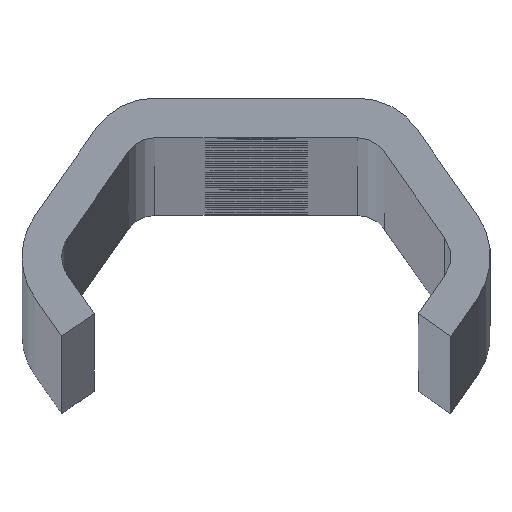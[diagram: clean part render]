
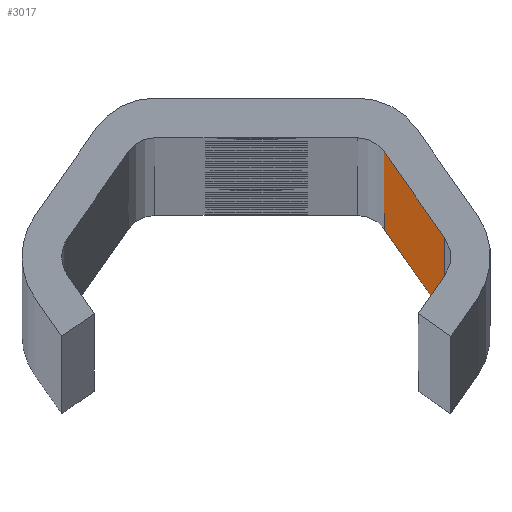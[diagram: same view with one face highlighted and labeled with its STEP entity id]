
A CAD part, top view. The second image highlights one B-rep face of the part: STEP entity #3017.
In plain terms, the highlighted planar face has unit normal (-0.819, -0.574, 0).
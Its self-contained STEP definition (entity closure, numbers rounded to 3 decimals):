
#176 = EDGE_CURVE ( 'NONE', #5354, #2521, #3609, .T. ) ;
#193 = CARTESIAN_POINT ( 'NONE',  ( 11.883, 1.163, -1400. ) ) ;
#272 = DIRECTION ( 'NONE',  ( 0.819, 0.574, 0. ) ) ;
#635 = ORIENTED_EDGE ( 'NONE', *, *, #3584, .F. ) ;
#1119 = CARTESIAN_POINT ( 'NONE',  ( 11.883, 1.163, 1400. ) ) ;
#1401 = LINE ( 'NONE', #5193, #2870 ) ;
#1577 = DIRECTION ( 'NONE',  ( 0., 0., -1. ) ) ;
#1652 = LINE ( 'NONE', #3803, #2489 ) ;
#1818 = EDGE_CURVE ( 'NONE', #3183, #3593, #1401, .T. ) ;
#2489 = VECTOR ( 'NONE', #1577, 1000. ) ;
#2521 = VERTEX_POINT ( 'NONE', #193 ) ;
#2870 = VECTOR ( 'NONE', #5223, 1000. ) ;
#2954 = CARTESIAN_POINT ( 'NONE',  ( 8.052, 6.635, 1400. ) ) ;
#3017 = ADVANCED_FACE ( 'NONE', ( #4180 ), #6300, .F. ) ;
#3059 = VECTOR ( 'NONE', #3072, 1000. ) ;
#3072 = DIRECTION ( 'NONE',  ( 0., 0., -1. ) ) ;
#3136 = CARTESIAN_POINT ( 'NONE',  ( 8.052, 6.635, -1400. ) ) ;
#3183 = VERTEX_POINT ( 'NONE', #6352 ) ;
#3550 = EDGE_CURVE ( 'NONE', #3183, #5354, #5704, .T. ) ;
#3584 = EDGE_CURVE ( 'NONE', #3593, #2521, #1652, .T. ) ;
#3593 = VERTEX_POINT ( 'NONE', #1119 ) ;
#3609 = LINE ( 'NONE', #6323, #6427 ) ;
#3789 = ORIENTED_EDGE ( 'NONE', *, *, #3550, .T. ) ;
#3803 = CARTESIAN_POINT ( 'NONE',  ( 11.883, 1.163, 1400. ) ) ;
#4047 = EDGE_LOOP ( 'NONE', ( #5424, #635, #6888, #3789 ) ) ;
#4093 = DIRECTION ( 'NONE',  ( -0.574, 0.819, 0. ) ) ;
#4180 = FACE_OUTER_BOUND ( 'NONE', #4047, .T. ) ;
#4404 = AXIS2_PLACEMENT_3D ( 'NONE', #2954, #272, #4093 ) ;
#5191 = CARTESIAN_POINT ( 'NONE',  ( 8.052, 6.635, 1400. ) ) ;
#5193 = CARTESIAN_POINT ( 'NONE',  ( 8.052, 6.635, 1400. ) ) ;
#5223 = DIRECTION ( 'NONE',  ( 0.574, -0.819, 0. ) ) ;
#5354 = VERTEX_POINT ( 'NONE', #3136 ) ;
#5424 = ORIENTED_EDGE ( 'NONE', *, *, #176, .T. ) ;
#5704 = LINE ( 'NONE', #5191, #3059 ) ;
#6187 = DIRECTION ( 'NONE',  ( 0.574, -0.819, 0. ) ) ;
#6300 = PLANE ( 'NONE',  #4404 ) ;
#6323 = CARTESIAN_POINT ( 'NONE',  ( 8.052, 6.635, -1400. ) ) ;
#6352 = CARTESIAN_POINT ( 'NONE',  ( 8.052, 6.635, 1400. ) ) ;
#6427 = VECTOR ( 'NONE', #6187, 1000. ) ;
#6888 = ORIENTED_EDGE ( 'NONE', *, *, #1818, .F. ) ;
